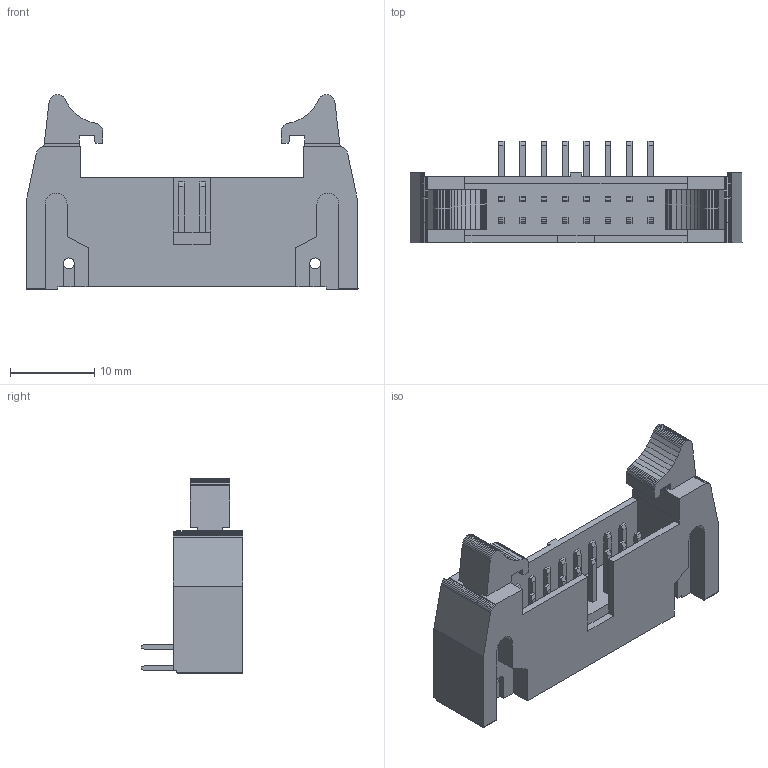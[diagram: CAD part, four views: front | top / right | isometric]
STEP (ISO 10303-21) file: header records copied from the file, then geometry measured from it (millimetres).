
FILE_DESCRIPTION(('STEP AP214'),'1');
FILE_NAME('header_awh16a-0222-t.stp','2015-03-31T15:59:53',('TraceParts'),('TraceParts S.A.'),'XStep 1.0',' ',' ');
FILE_SCHEMA(('automotive_design'));
Length unit declared in the file: millimetre
Products named in the file (1): 1
Bounding box: 39.52 x 12.1 x 23.2 mm (x, y, z)
Volume: 3385.7 mm3; surface area: 3304.7 mm2
Topology: 1 solids, 1 shells, 442 faces, 1248 edges, 830 vertices
Faces by surface type: plane 432, cylinder 10
Entity records: 27972 total; most frequent: CARTESIAN_POINT 2521, STYLED_ITEM 2520, PRESENTATION_STYLE_ASSIGNMENT 2520, COLOUR_RGB 2520, ORIENTED_EDGE 2496, DIRECTION 2172, EDGE_CURVE 1248, CURVE_STYLE 1248
